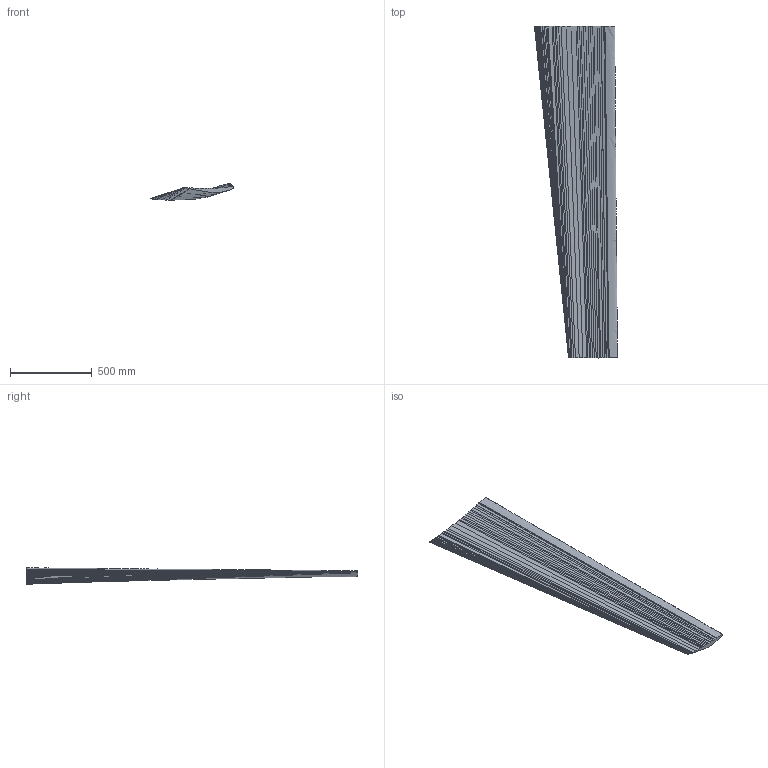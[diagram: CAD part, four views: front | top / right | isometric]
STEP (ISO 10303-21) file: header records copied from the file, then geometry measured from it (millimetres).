
FILE_DESCRIPTION(/* description */ (''),/* implementation_level */ '2;1');
FILE_NAME(/* name */ '6409_blade.step',/* time_stamp */ '2019-01-22T21:56:34-06:00',/* author */ ('Wayne1881'),/* organization */ (''),/* preprocessor_version */ 'ST-DEVELOPER v17.2',/* originating_system */ 'Autodesk Translation Framework v7.6.0.251',/* authorisation */ '');
FILE_SCHEMA (('AUTOMOTIVE_DESIGN { 1 0 10303 214 3 1 1 }'));
Length unit declared in the file: millimetre
Products named in the file (1): 6409_blade
Bounding box: 507.83 x 2030 x 100.37 mm (x, y, z)
Volume: 18201104.5 mm3; surface area: 1669058.7 mm2
Topology: 1 solids, 1 shells, 63 faces, 184 edges, 123 vertices
Faces by surface type: bspline 61, plane 2
Entity records: 4567 total; most frequent: CARTESIAN_POINT 3100, ORIENTED_EDGE 368, EDGE_CURVE 184, DIRECTION 177, VERTEX_POINT 123, LINE 107, VECTOR 107, FACE_OUTER_BOUND 63
